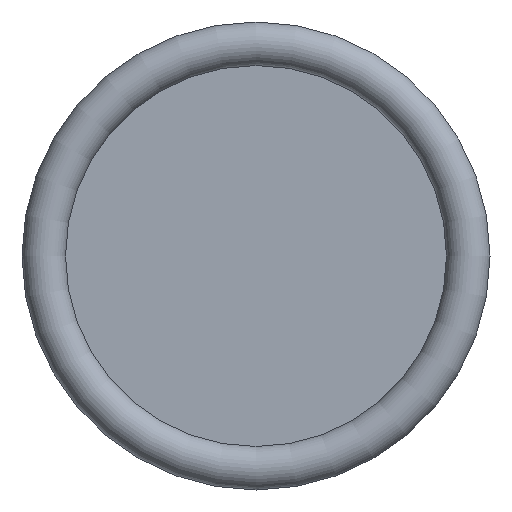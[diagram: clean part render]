
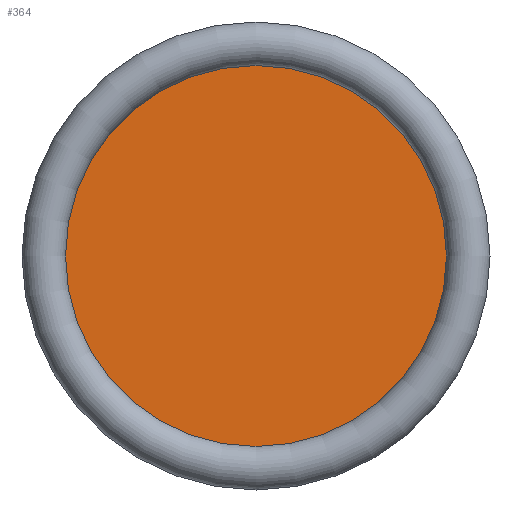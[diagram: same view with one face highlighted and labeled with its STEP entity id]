
A CAD part, front view. The second image highlights one B-rep face of the part: STEP entity #364.
In plain terms, the highlighted planar face has unit normal (0, -1, 0).
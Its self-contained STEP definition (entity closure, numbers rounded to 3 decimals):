
#53=ORIENTED_EDGE('',*,*,#81,.T.);
#81=EDGE_CURVE('',#100,#100,#119,.T.);
#100=VERTEX_POINT('',#533);
#119=CIRCLE('',#401,8.75);
#148=EDGE_LOOP('',(#53));
#186=FACE_BOUND('',#148,.T.);
#207=PLANE('',#400);
#364=ADVANCED_FACE('',(#186),#207,.F.);
#400=AXIS2_PLACEMENT_3D('',#531,#463,#464);
#401=AXIS2_PLACEMENT_3D('',#532,#465,#466);
#463=DIRECTION('',(0.,1.,0.));
#464=DIRECTION('',(0.,0.,1.));
#465=DIRECTION('',(0.,-1.,0.));
#466=DIRECTION('',(0.,0.,-1.));
#531=CARTESIAN_POINT('',(0.,1.,-8.75));
#532=CARTESIAN_POINT('',(0.,1.,0.));
#533=CARTESIAN_POINT('',(0.,1.,-8.75));
